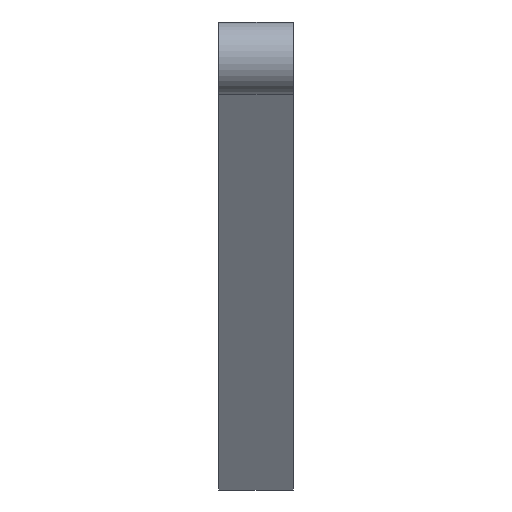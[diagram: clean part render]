
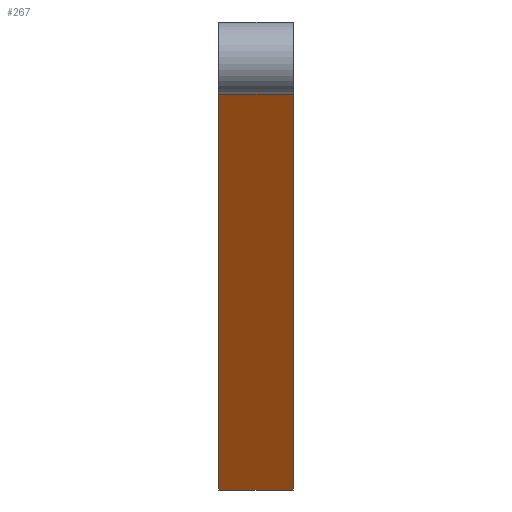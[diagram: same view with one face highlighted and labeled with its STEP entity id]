
A CAD part, left-side view. The second image highlights one B-rep face of the part: STEP entity #267.
In plain terms, the highlighted planar face has unit normal (-0.243, 0, -0.97).
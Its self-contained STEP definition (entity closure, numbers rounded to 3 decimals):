
#36 = CARTESIAN_POINT ( 'NONE',  ( -84.701, 0., 3.395 ) ) ;
#63 = AXIS2_PLACEMENT_3D ( 'NONE', #100, #195, #251 ) ;
#67 = VERTEX_POINT ( 'NONE', #620 ) ;
#74 = EDGE_CURVE ( 'NONE', #603, #506, #462, .T. ) ;
#100 = CARTESIAN_POINT ( 'NONE',  ( -20.32, 3.023, -12.73 ) ) ;
#150 = DIRECTION ( 'NONE',  ( 0., 1., 0. ) ) ;
#189 = VECTOR ( 'NONE', #555, 1000. ) ;
#195 = DIRECTION ( 'NONE',  ( 0.243, 0., 0.97 ) ) ;
#198 = CARTESIAN_POINT ( 'NONE',  ( -84.701, 3.023, 3.395 ) ) ;
#245 = ORIENTED_EDGE ( 'NONE', *, *, #535, .T. ) ;
#251 = DIRECTION ( 'NONE',  ( 0.97, 0., -0.243 ) ) ;
#260 = FACE_OUTER_BOUND ( 'NONE', #582, .T. ) ;
#267 = ADVANCED_FACE ( 'NONE', ( #260 ), #342, .F. ) ;
#299 = LINE ( 'NONE', #198, #562 ) ;
#300 = VECTOR ( 'NONE', #427, 1000. ) ;
#311 = EDGE_CURVE ( 'NONE', #506, #320, #299, .T. ) ;
#320 = VERTEX_POINT ( 'NONE', #581 ) ;
#330 = CARTESIAN_POINT ( 'NONE',  ( -20.32, 3.023, -12.73 ) ) ;
#342 = PLANE ( 'NONE',  #63 ) ;
#356 = ORIENTED_EDGE ( 'NONE', *, *, #311, .T. ) ;
#374 = LINE ( 'NONE', #607, #552 ) ;
#427 = DIRECTION ( 'NONE',  ( -0.97, 0., 0.243 ) ) ;
#458 = DIRECTION ( 'NONE',  ( -0.97, 0., 0.243 ) ) ;
#462 = LINE ( 'NONE', #470, #300 ) ;
#470 = CARTESIAN_POINT ( 'NONE',  ( -20.32, 0., -12.73 ) ) ;
#506 = VERTEX_POINT ( 'NONE', #36 ) ;
#530 = ORIENTED_EDGE ( 'NONE', *, *, #602, .F. ) ;
#535 = EDGE_CURVE ( 'NONE', #67, #603, #569, .T. ) ;
#552 = VECTOR ( 'NONE', #458, 1000. ) ;
#554 = ORIENTED_EDGE ( 'NONE', *, *, #74, .T. ) ;
#555 = DIRECTION ( 'NONE',  ( 0., -1., 0. ) ) ;
#562 = VECTOR ( 'NONE', #150, 1000. ) ;
#566 = CARTESIAN_POINT ( 'NONE',  ( -20.32, 0., -12.73 ) ) ;
#569 = LINE ( 'NONE', #330, #189 ) ;
#581 = CARTESIAN_POINT ( 'NONE',  ( -84.701, 3.023, 3.395 ) ) ;
#582 = EDGE_LOOP ( 'NONE', ( #554, #356, #530, #245 ) ) ;
#602 = EDGE_CURVE ( 'NONE', #67, #320, #374, .T. ) ;
#603 = VERTEX_POINT ( 'NONE', #566 ) ;
#607 = CARTESIAN_POINT ( 'NONE',  ( -20.32, 3.023, -12.73 ) ) ;
#620 = CARTESIAN_POINT ( 'NONE',  ( -20.32, 3.023, -12.73 ) ) ;
